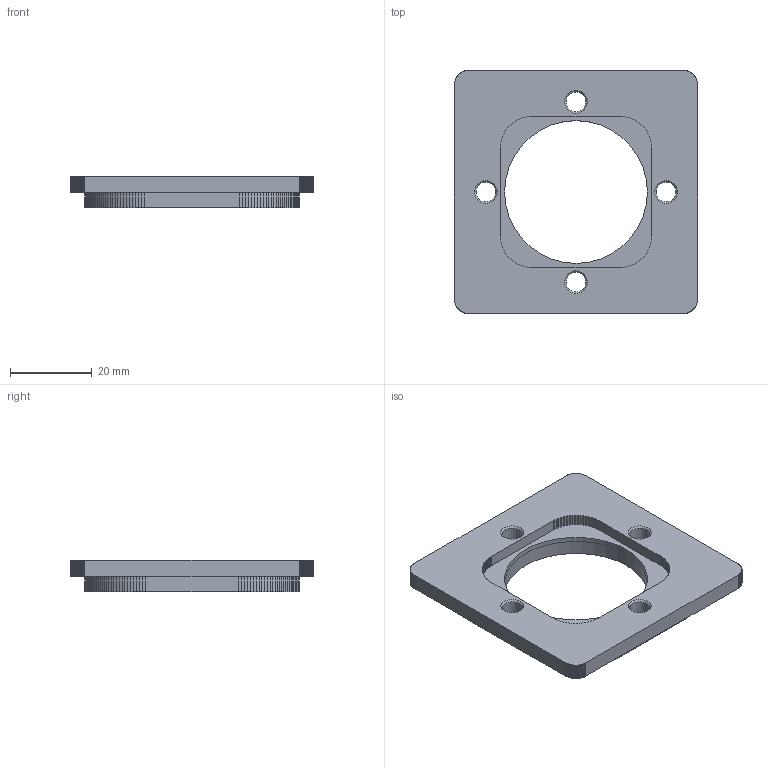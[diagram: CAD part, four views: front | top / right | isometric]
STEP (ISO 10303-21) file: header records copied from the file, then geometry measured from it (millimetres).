
FILE_DESCRIPTION(('FreeCAD Model'),'2;1');
FILE_NAME('Open CASCADE Shape Model','2022-02-06T13:06:33',('Author'),( ''),'Open CASCADE STEP processor 7.5','FreeCAD','Unknown');
FILE_SCHEMA(('AUTOMOTIVE_DESIGN { 1 0 10303 214 1 1 1 1 }'));
Length unit declared in the file: millimetre
Products named in the file (1): union002
Bounding box: 59.6 x 59.6 x 7.6 mm (x, y, z)
Volume: 14545.9 mm3; surface area: 7958.8 mm2
Topology: 1 solids, 1 shells, 402 faces, 1185 edges, 787 vertices
Faces by surface type: plane 388, cylinder 10, cone 4
Full cylindrical faces by diameter (mm): 4.8 x8, 35 x2
Entity records: 28576 total; most frequent: CARTESIAN_POINT 4786, DIRECTION 4369, LINE 3521, VECTOR 3521, ORIENTED_EDGE 2370, PCURVE 2370, DEFINITIONAL_REPRESENTATION 2370, EDGE_CURVE 1185
